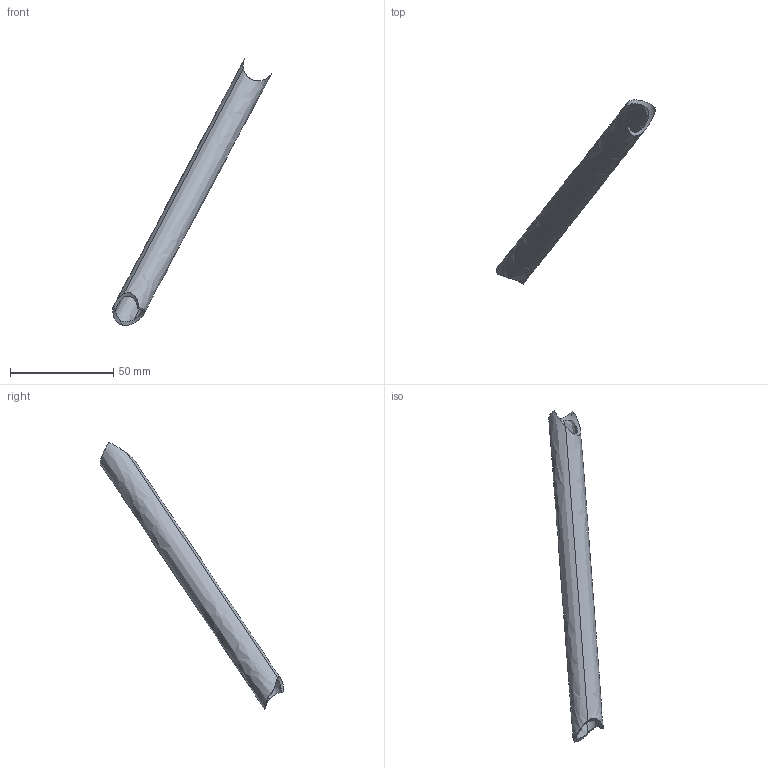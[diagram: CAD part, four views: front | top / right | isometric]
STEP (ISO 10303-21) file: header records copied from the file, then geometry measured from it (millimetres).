
FILE_DESCRIPTION(('CATIA V5 STEP Exchange'),'2;1');
FILE_NAME('42.stp','2018-12-01T18:12:26+00:00',('none'),('none'),'CATIA Version 5 Release 19 SP 2 (IN-10)','CATIA V5 STEP AP203','none');
FILE_SCHEMA(('CONFIG_CONTROL_DESIGN'));
Length unit declared in the file: millimetre
Products named in the file (1): Shape_786
Bounding box: 76.92 x 89.23 x 129.81 mm (x, y, z)
Volume: 9519.1 mm3; surface area: 12904.1 mm2
Topology: 1 solids, 1 shells, 13 faces, 36 edges, 24 vertices
Faces by surface type: cylinder 8, bspline 4, plane 1
Entity records: 765 total; most frequent: CARTESIAN_POINT 483, ORIENTED_EDGE 72, EDGE_CURVE 36, B_SPLINE_CURVE_WITH_KNOTS 30, VERTEX_POINT 24, DIRECTION 14, EDGE_LOOP 14, ADVANCED_FACE 13
